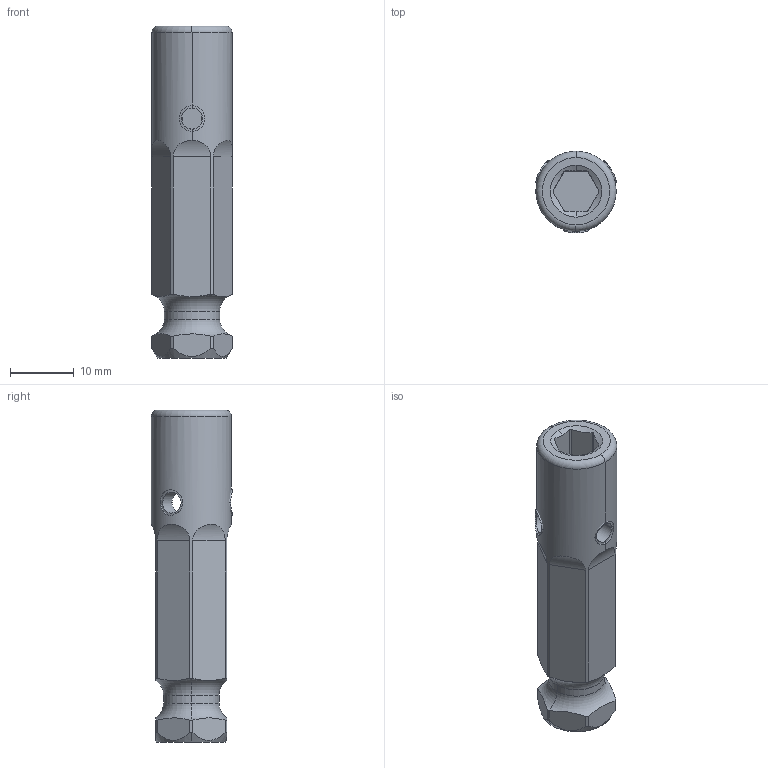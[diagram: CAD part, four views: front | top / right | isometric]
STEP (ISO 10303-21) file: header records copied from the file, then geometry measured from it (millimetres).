
FILE_DESCRIPTION((''),'2;1');
FILE_NAME('4027051242','2025-06-03T10:04:13',('trptm'),(''),'CREO PARAMETRIC BY PTC INC, 2022414','CREO PARAMETRIC BY PTC INC, 2022414','');
FILE_SCHEMA(('CONFIG_CONTROL_DESIGN','GEOMETRIC_VALIDATION_PROPERTIES_MIM'));
Length unit declared in the file: millimetre
Products named in the file (1): 4027051242
Bounding box: 12.71 x 12.78 x 52 mm (x, y, z)
Volume: 4677.4 mm3; surface area: 2892 mm2
Topology: 1 solids, 4 shells, 65 faces, 209 edges, 146 vertices
Faces by surface type: cylinder 34, plane 21, torus 6, cone 4
Entity records: 2859 total; most frequent: CARTESIAN_POINT 968, ORIENTED_EDGE 380, DIRECTION 333, EDGE_CURVE 209, VERTEX_POINT 146, AXIS2_PLACEMENT_3D 132, B_SPLINE_CURVE_WITH_KNOTS 74, EDGE_LOOP 71
